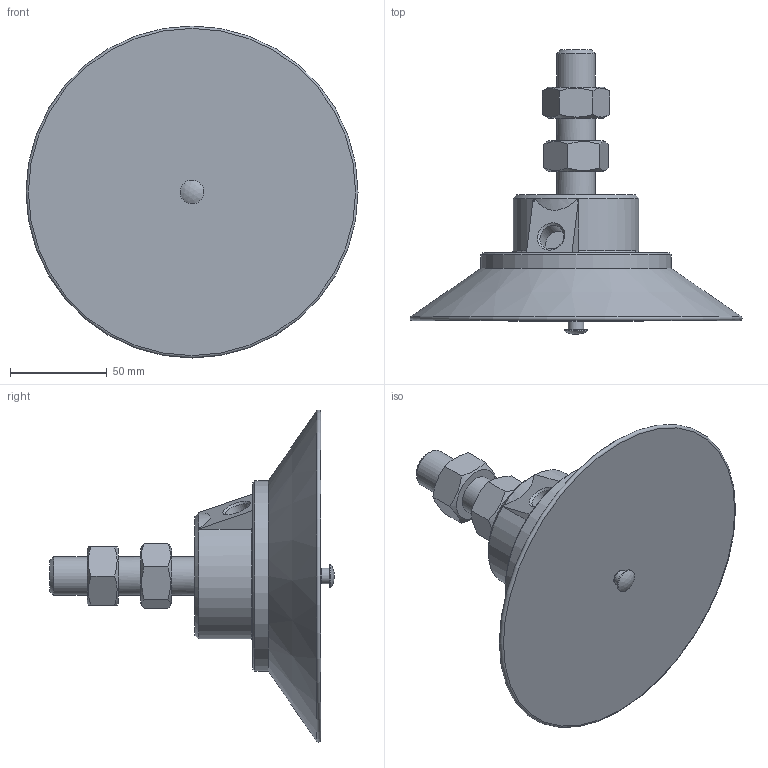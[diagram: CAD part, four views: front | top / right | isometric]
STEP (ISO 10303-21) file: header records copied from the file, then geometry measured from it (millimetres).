
FILE_DESCRIPTION(/* description */ (''),/* implementation_level */ '2;1');
FILE_NAME(/* name */ 'vdlv170nit.stp',/* time_stamp */ '2020-11-10T16:22:26+01:00',/* author */ ('enginyeria'),/* organization */ (''),/* preprocessor_version */ 'ST-DEVELOPER v17.2',/* originating_system */ 'Autodesk Inventor 2019',/* authorisation */ '');
FILE_SCHEMA (('CONFIG_CONTROL_DESIGN'));
Length unit declared in the file: millimetre
Products named in the file (1): vdlv170nit
Bounding box: 171.5 x 147.02 x 171.5 mm (x, y, z)
Volume: 611591.4 mm3; surface area: 66634.6 mm2
Topology: 1 solids, 1 shells, 51 faces, 128 edges, 89 vertices
Faces by surface type: plane 28, cone 10, cylinder 10, torus 2, sphere 1
Full cylindrical faces by diameter (mm): 8.1 x1, 12.2 x1, 13 x1, 20 x3, 88.5 x1, 98.5 x1
Entity records: 1710 total; most frequent: CARTESIAN_POINT 383, DIRECTION 263, ORIENTED_EDGE 256, EDGE_CURVE 128, AXIS2_PLACEMENT_3D 111, VERTEX_POINT 89, EDGE_LOOP 61, CIRCLE 58
